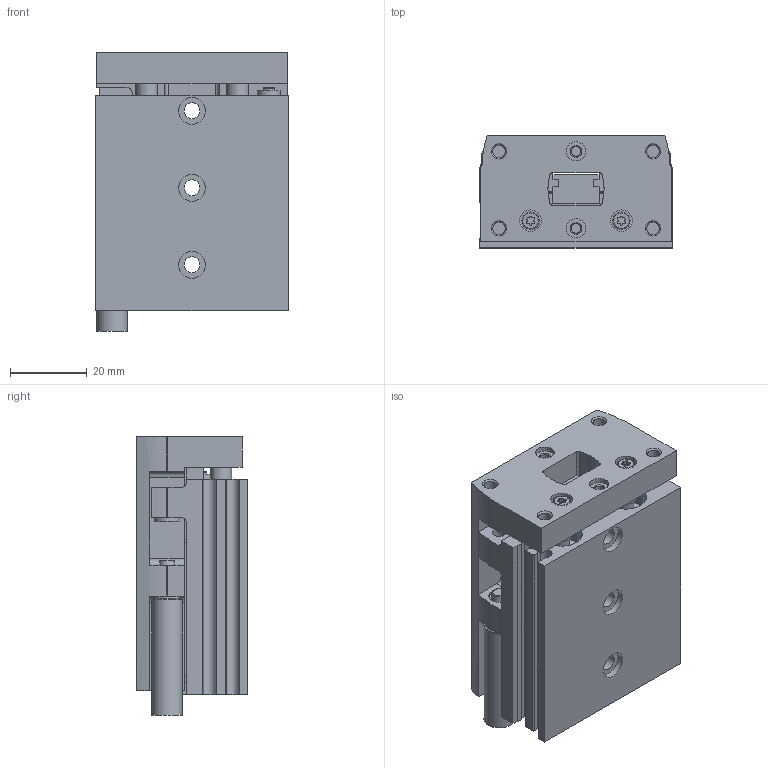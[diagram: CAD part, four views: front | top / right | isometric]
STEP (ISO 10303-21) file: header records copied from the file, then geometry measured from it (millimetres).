
FILE_DESCRIPTION(/* description */ ('STEP AP214'),/* implementation_level */ '2;1');
FILE_NAME(/* name */ '8085116_DGST-10-10-PA',/* time_stamp */ '2024-08-14T08:26:18+02:00',/* author */ ('License CC BY-ND 4.0'),/* organization */ ('CADENAS'),/* preprocessor_version */ 'ST-DEVELOPER v19.3',/* originating_system */ 'PARTsolutions',/* authorisation */ ' ');
FILE_SCHEMA (('AUTOMOTIVE_DESIGN {1 0 10303 214 3 1 1}'));
Length unit declared in the file: millimetre
Products named in the file (5): 8085116 DGST-10-10-PA---(0-high); 8073893 DGST-10-10---P---(mechanical-high)h; 8073893 DGST-10-10---(mechanical-high)s; 8074425 DYEF-G8-M6x0.5; 699438 DGSL-8-P
Assembly tree (6 placements, depth 2):
  8085116 DGST-10-10-PA---(0-high)
    8073893 DGST-10-10---P---(mechanical-high)h
    8073893 DGST-10-10---(mechanical-high)s
    8074425 DYEF-G8-M6x0.5  x2
    699438 DGSL-8-P  x2
Bounding box: 50 x 29 x 72.4 mm (x, y, z)
Volume: 75998.5 mm3; surface area: 34892.4 mm2
Topology: 6 solids, 6 shells, 494 faces, 1153 edges, 740 vertices
Faces by surface type: plane 223, cylinder 207, cone 51, torus 13
Full cylindrical faces by diameter (mm): 2 x2, 2.459 x2, 3.242 x10, 3.5 x1, 3.7 x1, 4 x4, 4.134 x5, 4.5 x2, 5 x4, 5.459 x4, 5.6 x4, 6 x7, 6.1 x2, 6.6 x2, 7 x7, 8 x10, 10 x6
Entity records: 13962 total; most frequent: DIRECTION 2308, CARTESIAN_POINT 2143, ORIENTED_EDGE 1898, EDGE_CURVE 949, AXIS2_PLACEMENT_3D 917, VERTEX_POINT 686, FACE_BOUND 651, EDGE_LOOP 650
